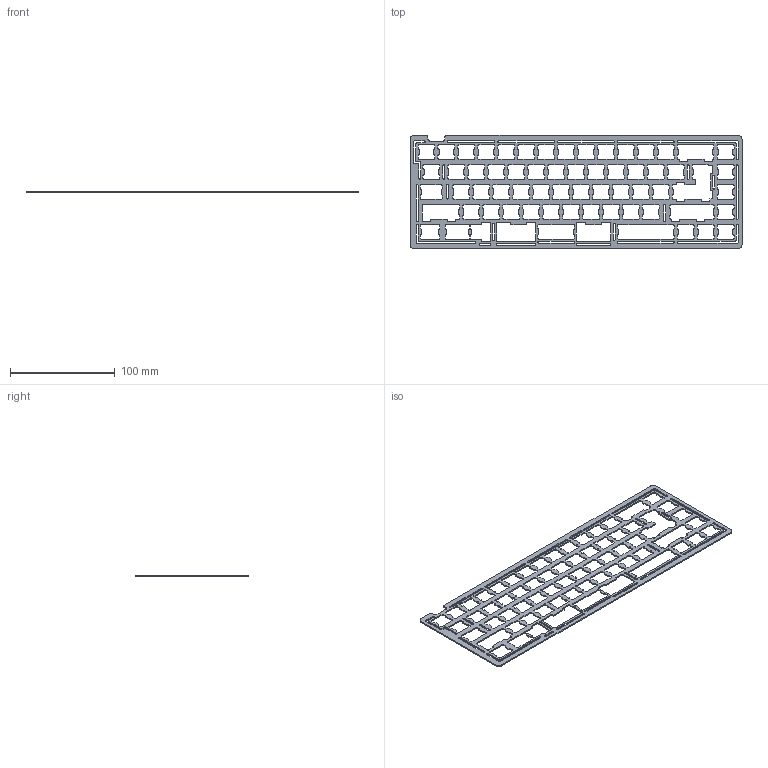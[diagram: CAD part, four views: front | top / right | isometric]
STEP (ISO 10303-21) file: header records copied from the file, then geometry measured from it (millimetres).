
FILE_DESCRIPTION(/* description */ (''),/* implementation_level */ '2;1');
FILE_NAME(/* name */ 'RAMA-M65-PLATE-03-1 v5 - flex cuts v1.step',/* time_stamp */ '2021-08-05T21:53:39+02:00',/* author */ (''),/* organization */ (''),/* preprocessor_version */ 'ST-DEVELOPER v18.1',/* originating_system */ 'Autodesk Translation Framework v10.9.0.1377',/* authorisation */ '');
FILE_SCHEMA (('AUTOMOTIVE_DESIGN { 1 0 10303 214 3 1 1 }'));
Length unit declared in the file: millimetre
Products named in the file (1): RAMA-M65-PLATE-03-1 v5 - flex cuts
Bounding box: 317 x 108.6 x 1.2 mm (x, y, z)
Volume: 18110 mm3; surface area: 38671.7 mm2
Topology: 1 solids, 1 shells, 1285 faces, 3849 edges, 2566 vertices
Faces by surface type: plane 671, bspline 544, cylinder 70
Entity records: 46159 total; most frequent: CARTESIAN_POINT 14773, ORIENTED_EDGE 7698, DIRECTION 4385, EDGE_CURVE 3849, LINE 2621, VECTOR 2621, VERTEX_POINT 2566, EDGE_LOOP 1461
